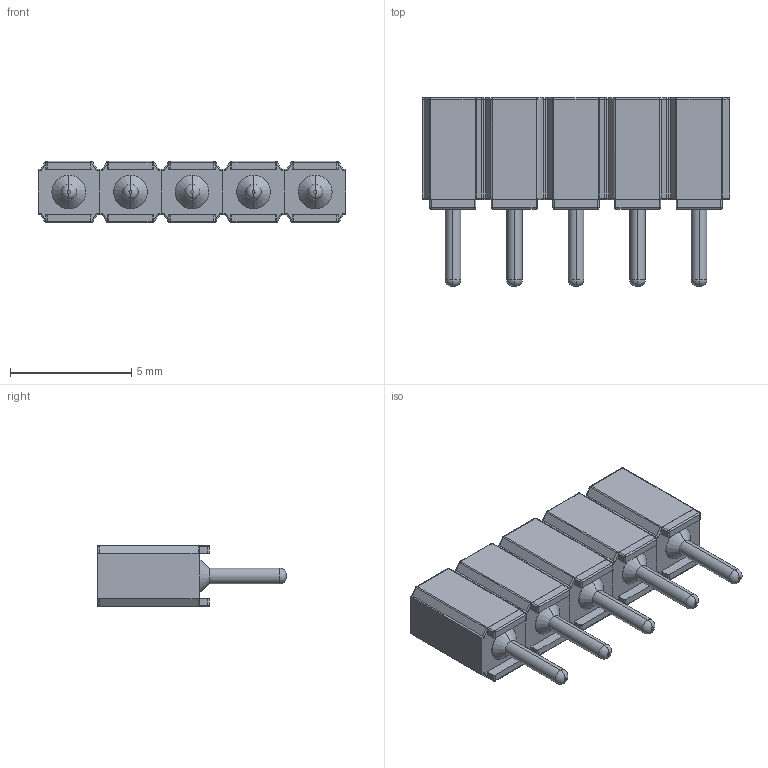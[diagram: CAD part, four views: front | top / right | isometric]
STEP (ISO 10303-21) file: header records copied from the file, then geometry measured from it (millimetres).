
FILE_DESCRIPTION (( 'STEP AP214' ), '1' );
FILE_NAME ('801-xx-005-10-012000.STEP', '2018-08-06T20:31:50', ( '' ), ( '' ), 'SwSTEP 2.0', 'SolidWorks 2014', '' );
FILE_SCHEMA (( 'AUTOMOTIVE_DESIGN' ));
Length unit declared in the file: millimetre
Products named in the file (1): 801-xx-005-10-012000
Bounding box: 12.7 x 7.78 x 2.54 mm (x, y, z)
Volume: 131.7 mm3; surface area: 371.2 mm2
Topology: 15 solids, 20 shells, 480 faces, 1080 edges, 620 vertices
Faces by surface type: cylinder 230, plane 160, sphere 40, cone 30, torus 20
Entity records: 13054 total; most frequent: CARTESIAN_POINT 2381, DIRECTION 2322, ORIENTED_EDGE 2080, EDGE_CURVE 1040, AXIS2_PLACEMENT_3D 881, VERTEX_POINT 620, LINE 560, VECTOR 560
